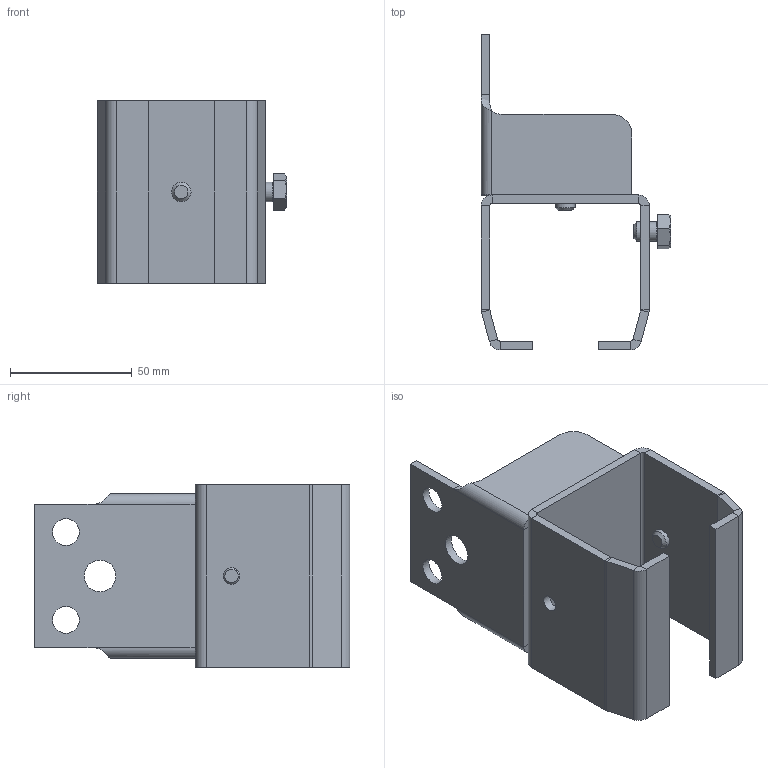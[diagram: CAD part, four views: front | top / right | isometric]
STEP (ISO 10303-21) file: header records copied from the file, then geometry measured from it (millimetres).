
FILE_DESCRIPTION(('STEP AP203'), '1');
FILE_NAME('252.RC55 Äåðæàòåëü RÑ55 ñ áîêîâûì êðåïëåíèåì', '', ('UNSPECIFIED'), ('UNSPECIFIED'), 'ASCON STEP Converter 1.3', 'ASCON Math Kernel', '');
FILE_SCHEMA(('CONFIG_CONTROL_DESIGN'));
Length unit declared in the file: millimetre
Products named in the file (1): 252.RC55
Bounding box: 77.8 x 129.5 x 75 mm (x, y, z)
Volume: 84821.9 mm3; surface area: 51770 mm2
Topology: 1 solids, 1 shells, 235 faces, 592 edges, 370 vertices
Faces by surface type: plane 142, cylinder 85, cone 4, torus 2, bspline 2
Full cylindrical faces by diameter (mm): 6.8 x1, 8 x4, 11 x2, 13 x1
Entity records: 9512 total; most frequent: CARTESIAN_POINT 1894, DIRECTION 1202, ORIENTED_EDGE 1156, EDGE_CURVE 578, AXIS2_PLACEMENT_3D 406, LINE 390, VECTOR 390, VERTEX_POINT 370
